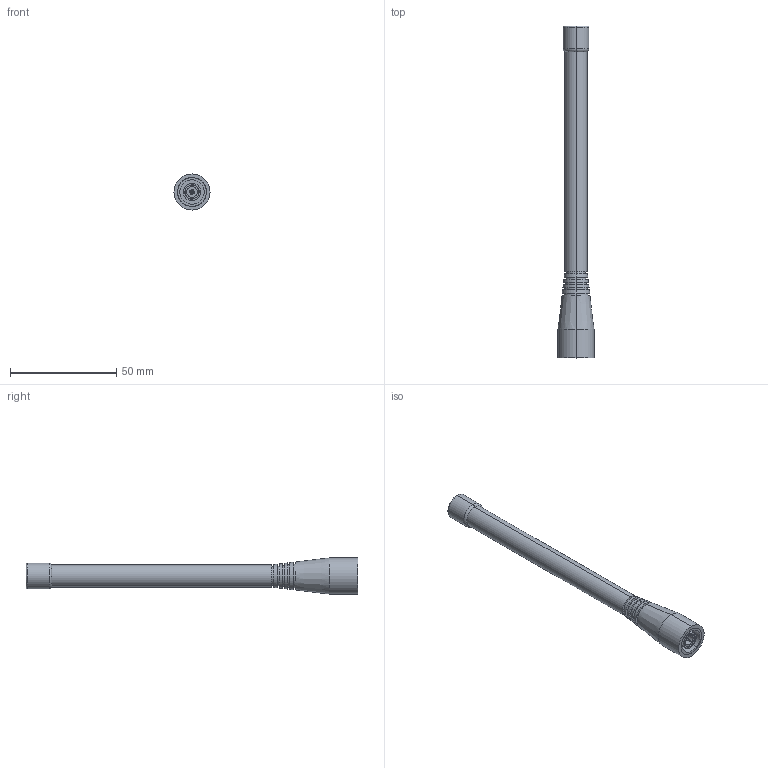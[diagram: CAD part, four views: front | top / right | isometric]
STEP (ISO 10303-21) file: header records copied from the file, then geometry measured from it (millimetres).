
FILE_DESCRIPTION (( 'STEP AP214' ), '1' );
FILE_NAME ('FMANRBD1015_3D.step', '2023-03-06T14:43:21', ( '' ), ( '' ), 'SwSTEP 2.0', 'SolidWorks 2022', '' );
FILE_SCHEMA (( 'AUTOMOTIVE_DESIGN' ));
Length unit declared in the file: inch
Products named in the file (6): LCANRBD1015; 1AB06-006; FMANRBD1015_3D; 1AB06-006-MA1; 1AB06-006-MA2
Assembly tree (5 placements, depth 3):
  FMANRBD1015_3D
    LCANRBD1015
    1AB06-006
      1AB06-006
      1AB06-006-MA1
      1AB06-006-MA2
Bounding box: 17 x 156 x 17 mm (x, y, z)
Volume: 17141.4 mm3; surface area: 10011.8 mm2
Topology: 4 solids, 4 shells, 145 faces, 322 edges, 203 vertices
Faces by surface type: plane 55, cylinder 52, cone 32, torus 6
Entity records: 4756 total; most frequent: DIRECTION 796, CARTESIAN_POINT 749, ORIENTED_EDGE 640, AXIS2_PLACEMENT_3D 330, EDGE_CURVE 320, VERTEX_POINT 203, CIRCLE 176, EDGE_LOOP 173
